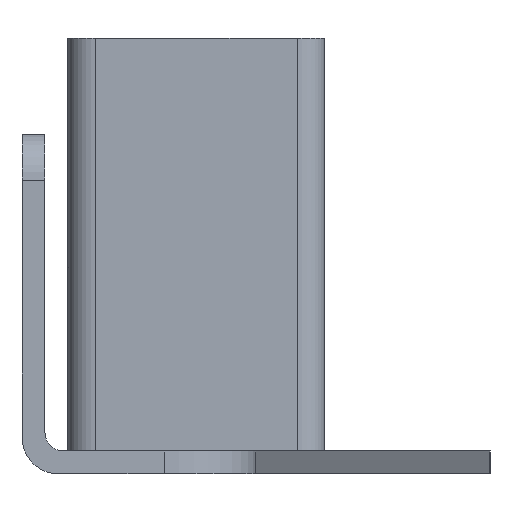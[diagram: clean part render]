
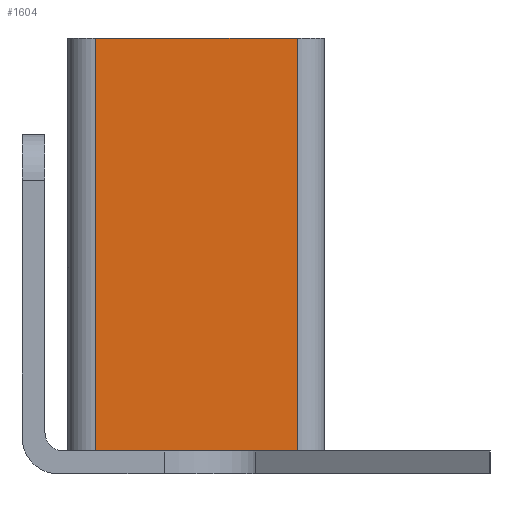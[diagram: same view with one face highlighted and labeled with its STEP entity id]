
A CAD part, left-side view. The second image highlights one B-rep face of the part: STEP entity #1604.
In plain terms, the highlighted planar face has unit normal (-1, 0, 0).
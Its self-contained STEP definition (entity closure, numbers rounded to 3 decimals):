
#14=DIRECTION('',(0.,-1.,0.));
#15=VECTOR('',#14,22.);
#16=CARTESIAN_POINT('',(-66.25,25.,45.));
#17=LINE('',#16,#15);
#326=DIRECTION('',(0.,0.,1.));
#327=VECTOR('',#326,45.);
#328=CARTESIAN_POINT('',(-66.25,3.,0.));
#329=LINE('',#328,#327);
#330=DIRECTION('',(0.,-1.,0.));
#331=VECTOR('',#330,22.);
#332=CARTESIAN_POINT('',(-66.25,25.,0.));
#333=LINE('',#332,#331);
#334=DIRECTION('',(0.,0.,1.));
#335=VECTOR('',#334,45.);
#336=CARTESIAN_POINT('',(-66.25,25.,0.));
#337=LINE('',#336,#335);
#935=CARTESIAN_POINT('',(-66.25,3.,45.));
#937=VERTEX_POINT('',#935);
#948=CARTESIAN_POINT('',(-66.25,25.,45.));
#950=VERTEX_POINT('',#948);
#983=CARTESIAN_POINT('',(-66.25,3.,0.));
#985=VERTEX_POINT('',#983);
#1005=CARTESIAN_POINT('',(-66.25,25.,0.));
#1006=VERTEX_POINT('',#1005);
#1593=CARTESIAN_POINT('',(-66.25,25.,0.));
#1594=DIRECTION('',(-1.,0.,0.));
#1595=DIRECTION('',(0.,-1.,0.));
#1596=AXIS2_PLACEMENT_3D('',#1593,#1594,#1595);
#1597=PLANE('',#1596);
#1598=ORIENTED_EDGE('',*,*,#1561,.F.);
#1599=ORIENTED_EDGE('',*,*,#1492,.T.);
#1600=ORIENTED_EDGE('',*,*,#1218,.T.);
#1601=ORIENTED_EDGE('',*,*,#1586,.F.);
#1602=EDGE_LOOP('',(#1598,#1599,#1600,#1601));
#1603=FACE_OUTER_BOUND('',#1602,.F.);
#1604=ADVANCED_FACE('',(#1603),#1597,.T.);
#1218=EDGE_CURVE('',#950,#937,#17,.T.);
#1492=EDGE_CURVE('',#1006,#950,#337,.T.);
#1561=EDGE_CURVE('',#1006,#985,#333,.T.);
#1586=EDGE_CURVE('',#985,#937,#329,.T.);
